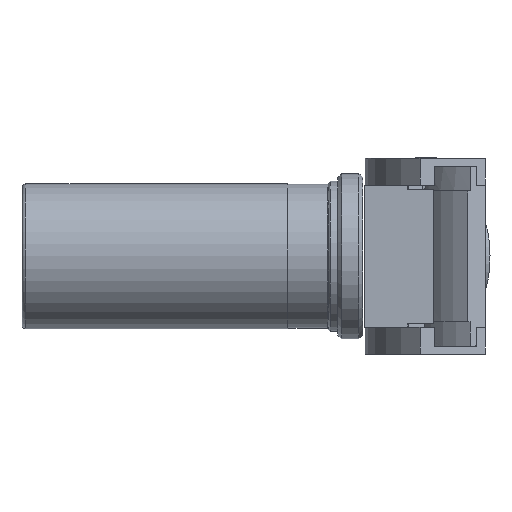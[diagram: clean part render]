
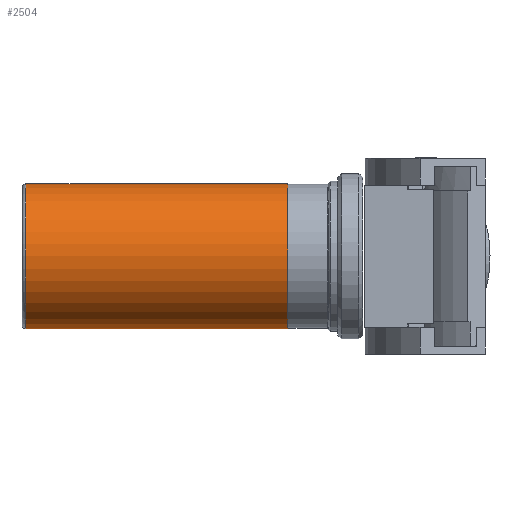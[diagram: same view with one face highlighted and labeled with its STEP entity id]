
A CAD part, front view. The second image highlights one B-rep face of the part: STEP entity #2504.
In plain terms, the highlighted cylindrical face has radius 18.85 mm (diameter 37.7 mm), a partial arc.
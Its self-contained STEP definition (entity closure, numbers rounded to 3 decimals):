
#2504 = ADVANCED_FACE ( 'NONE', ( #5393 ), #5396, .T. ) ;
#2988 = ORIENTED_EDGE ( 'NONE', *, *, #7782, .T. ) ;
#2989 = ORIENTED_EDGE ( 'NONE', *, *, #7793, .T. ) ;
#2990 = ORIENTED_EDGE ( 'NONE', *, *, #7779, .F. ) ;
#2991 = ORIENTED_EDGE ( 'NONE', *, *, #7794, .F. ) ;
#5393 = FACE_OUTER_BOUND ( 'NONE', #11069, .T. ) ;
#5396 = CYLINDRICAL_SURFACE ( 'NONE', #6083, 18.85 ) ;
#6083 = AXIS2_PLACEMENT_3D ( 'NONE', #10470, #10471, #10472 ) ;
#6559 = VERTEX_POINT ( 'NONE', #12167 ) ;
#6560 = VERTEX_POINT ( 'NONE', #12168 ) ;
#6562 = VERTEX_POINT ( 'NONE', #12169 ) ;
#6564 = VERTEX_POINT ( 'NONE', #12170 ) ;
#7779 = EDGE_CURVE ( 'NONE', #6560, #6564, #11579, .T. ) ;
#7782 = EDGE_CURVE ( 'NONE', #6562, #6559, #11580, .T. ) ;
#7793 = EDGE_CURVE ( 'NONE', #6560, #6562, #13274, .T. ) ;
#7794 = EDGE_CURVE ( 'NONE', #6564, #6559, #13283, .T. ) ;
#10470 = CARTESIAN_POINT ( 'NONE',  ( 0., 0., 0. ) ) ;
#10471 = DIRECTION ( 'NONE',  ( 1., 0., 0. ) ) ;
#10472 = DIRECTION ( 'NONE',  ( 0., 0., -1. ) ) ;
#11069 = EDGE_LOOP ( 'NONE', ( #2990, #2989, #2988, #2991 ) ) ;
#11579 = LINE ( 'NONE', #12911, #13263 ) ;
#11580 = LINE ( 'NONE', #12919, #13268 ) ;
#12167 = CARTESIAN_POINT ( 'NONE',  ( -61.009, 0., -18.85 ) ) ;
#12168 = CARTESIAN_POINT ( 'NONE',  ( -129.209, 0., 18.85 ) ) ;
#12169 = CARTESIAN_POINT ( 'NONE',  ( -129.209, 0., -18.85 ) ) ;
#12170 = CARTESIAN_POINT ( 'NONE',  ( -61.009, 0., 18.85 ) ) ;
#12911 = CARTESIAN_POINT ( 'NONE',  ( 0., 0., 18.85 ) ) ;
#12912 = DIRECTION ( 'NONE',  ( 1., 0., 0. ) ) ;
#12919 = CARTESIAN_POINT ( 'NONE',  ( 0., 0., -18.85 ) ) ;
#12920 = DIRECTION ( 'NONE',  ( 1., 0., 0. ) ) ;
#12949 = CARTESIAN_POINT ( 'NONE',  ( -129.209, 0., 0. ) ) ;
#12950 = DIRECTION ( 'NONE',  ( 1., 0., 0. ) ) ;
#12951 = DIRECTION ( 'NONE',  ( 0., 0., -1. ) ) ;
#12952 = CARTESIAN_POINT ( 'NONE',  ( -61.009, 0., 0. ) ) ;
#12953 = DIRECTION ( 'NONE',  ( 1., 0., 0. ) ) ;
#12954 = DIRECTION ( 'NONE',  ( 0., 0., -1. ) ) ;
#13263 = VECTOR ( 'NONE', #12912, 1000. ) ;
#13268 = VECTOR ( 'NONE', #12920, 1000. ) ;
#13274 = CIRCLE ( 'NONE', #13287, 18.85 ) ;
#13283 = CIRCLE ( 'NONE', #13289, 18.85 ) ;
#13287 = AXIS2_PLACEMENT_3D ( 'NONE', #12949, #12950, #12951 ) ;
#13289 = AXIS2_PLACEMENT_3D ( 'NONE', #12952, #12953, #12954 ) ;
